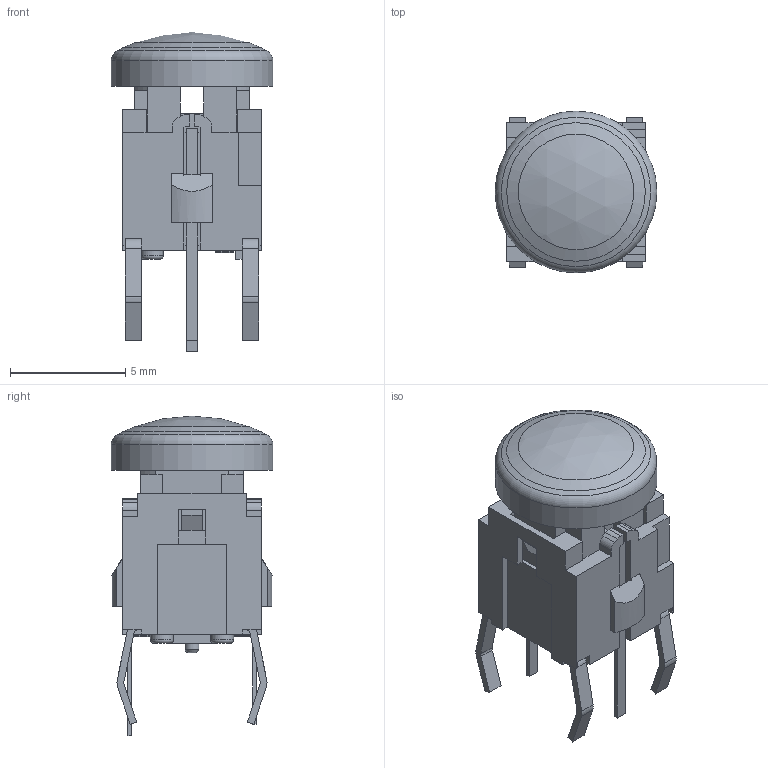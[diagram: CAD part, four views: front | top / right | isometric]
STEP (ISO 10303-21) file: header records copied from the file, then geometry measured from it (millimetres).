
FILE_DESCRIPTION(/* description */ (''),/* implementation_level */ '2;1');
FILE_NAME(/* name */ 'TL1220R1NNxx-HALO.stp',/* time_stamp */ '2025-06-04T09:33:43-05:00',/* author */ ('mroman'),/* organization */ (''),/* preprocessor_version */ 'ST-DEVELOPER v18.1',/* originating_system */ 'Autodesk Inventor 2022',/* authorisation */ '');
FILE_SCHEMA (('AP203_CONFIGURATION_CONTROLLED_3D_DESIGN_OF_MECHANICAL_PARTS_AND_ASSEMBLIES_MIM_LF { 1 0 10303 203 3 1 4 }','AUTOMOTIVE_DESIGN { 1 0 10303 214 3 1 1 }'));
Length unit declared in the file: centimetre
Products named in the file (1): TL1220R1NNxx-HALO
Bounding box: 7 x 7 x 13.84 mm (x, y, z)
Volume: 218.8 mm3; surface area: 717.4 mm2
Topology: 1 solids, 1 shells, 333 faces, 936 edges, 600 vertices
Faces by surface type: plane 267, cylinder 58, sphere 3, torus 3, cone 1, bspline 1
Full cylindrical faces by diameter (mm): 1 x3, 3.7 x1, 5 x1, 6 x2, 7 x1
Entity records: 10639 total; most frequent: CARTESIAN_POINT 1916, ORIENTED_EDGE 1872, DIRECTION 1716, EDGE_CURVE 936, LINE 818, VECTOR 818, VERTEX_POINT 600, AXIS2_PLACEMENT_3D 449
